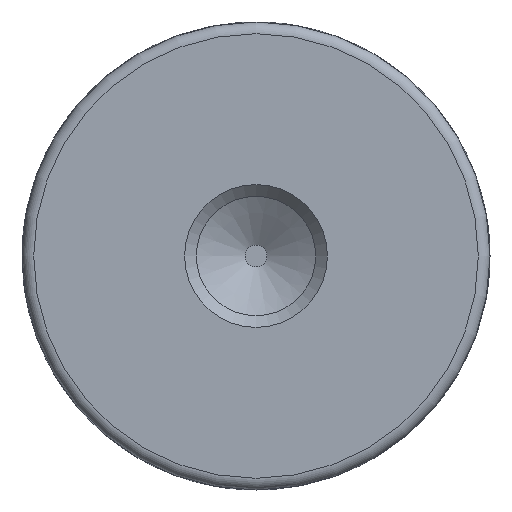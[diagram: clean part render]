
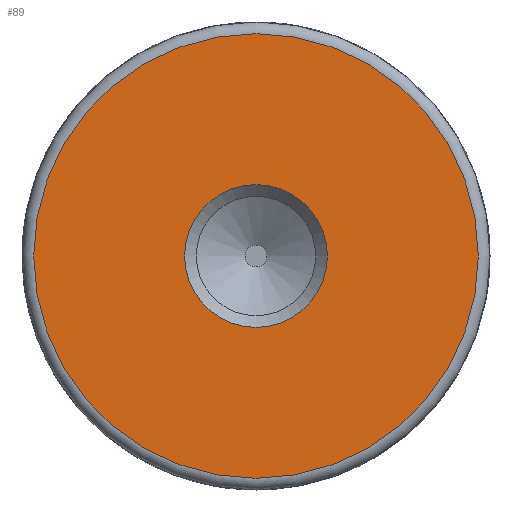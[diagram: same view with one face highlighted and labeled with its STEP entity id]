
A CAD part, left-side view. The second image highlights one B-rep face of the part: STEP entity #89.
In plain terms, the highlighted planar face has unit normal (-1, 0, 0).
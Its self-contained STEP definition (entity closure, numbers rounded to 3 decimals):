
#89 = ADVANCED_FACE( '', ( #156, #157 ), #158, .F. );
#156 = FACE_BOUND( '', #250, .T. );
#157 = FACE_OUTER_BOUND( '', #251, .T. );
#158 = PLANE( '', #252 );
#250 = EDGE_LOOP( '', ( #440 ) );
#251 = EDGE_LOOP( '', ( #441 ) );
#252 = AXIS2_PLACEMENT_3D( '', #442, #443, #444 );
#440 = ORIENTED_EDGE( '', *, *, #600, .T. );
#441 = ORIENTED_EDGE( '', *, *, #601, .T. );
#442 = CARTESIAN_POINT( '', ( -32.5, 0., 0. ) );
#443 = DIRECTION( '', ( 1., 0., 0. ) );
#444 = DIRECTION( '', ( 0., 1., 0. ) );
#600 = EDGE_CURVE( '', #697, #697, #698, .T. );
#601 = EDGE_CURVE( '', #699, #699, #700, .F. );
#697 = VERTEX_POINT( '', #934 );
#698 = CIRCLE( '', #935, 6.1 );
#699 = VERTEX_POINT( '', #936 );
#700 = CIRCLE( '', #937, 19. );
#934 = CARTESIAN_POINT( '', ( -32.5, 6.1, 0. ) );
#935 = AXIS2_PLACEMENT_3D( '', #1044, #1045, #1046 );
#936 = CARTESIAN_POINT( '', ( -32.5, 19., 0. ) );
#937 = AXIS2_PLACEMENT_3D( '', #1047, #1048, #1049 );
#1044 = CARTESIAN_POINT( '', ( -32.5, 0., 0. ) );
#1045 = DIRECTION( '', ( 1., 0., 0. ) );
#1046 = DIRECTION( '', ( 0., 1., 0. ) );
#1047 = CARTESIAN_POINT( '', ( -32.5, 0., 0. ) );
#1048 = DIRECTION( '', ( 1., 0., 0. ) );
#1049 = DIRECTION( '', ( 0., 1., 0. ) );
